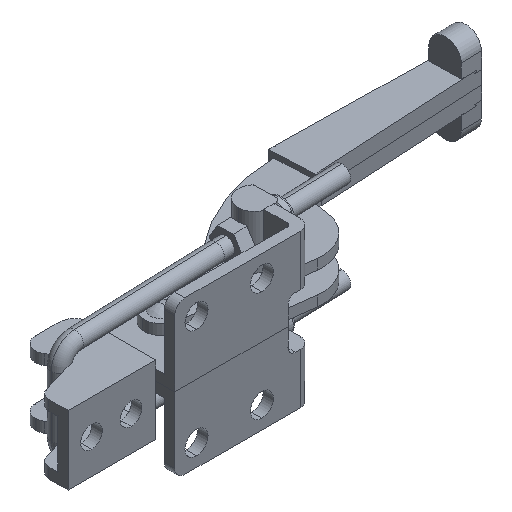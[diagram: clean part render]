
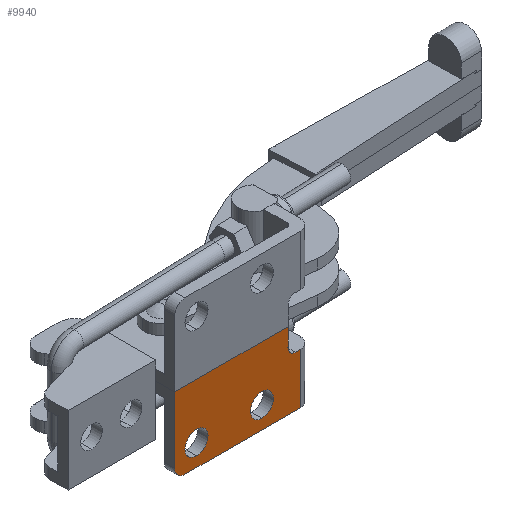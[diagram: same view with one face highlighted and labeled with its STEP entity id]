
A CAD part, isometric view. The second image highlights one B-rep face of the part: STEP entity #9940.
In plain terms, the highlighted planar face has unit normal (0, -1, 0).
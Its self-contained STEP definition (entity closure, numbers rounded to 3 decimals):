
#55 = CARTESIAN_POINT ( 'NONE',  ( 33., 0., -3. ) ) ;
#74 = ORIENTED_EDGE ( 'NONE', *, *, #1433, .F. ) ;
#220 = CARTESIAN_POINT ( 'NONE',  ( 6.35, 0., -19.25 ) ) ;
#235 = CARTESIAN_POINT ( 'NONE',  ( 33., 0., -5.5 ) ) ;
#343 = LINE ( 'NONE', #1156, #6241 ) ;
#530 = CIRCLE ( 'NONE', #1144, 3. ) ;
#608 = ORIENTED_EDGE ( 'NONE', *, *, #973, .T. ) ;
#738 = CARTESIAN_POINT ( 'NONE',  ( 25.35, 0., -19.25 ) ) ;
#845 = CARTESIAN_POINT ( 'NONE',  ( 35., 0., -7.5 ) ) ;
#903 = DIRECTION ( 'NONE',  ( 0., -1., 0. ) ) ;
#907 = EDGE_LOOP ( 'NONE', ( #608, #950, #6971, #4904, #8047, #3129, #1397, #9217 ) ) ;
#950 = ORIENTED_EDGE ( 'NONE', *, *, #2662, .T. ) ;
#973 = EDGE_CURVE ( 'NONE', #6435, #8926, #530, .T. ) ;
#985 = EDGE_CURVE ( 'NONE', #1794, #5091, #4638, .T. ) ;
#1066 = ORIENTED_EDGE ( 'NONE', *, *, #3939, .F. ) ;
#1144 = AXIS2_PLACEMENT_3D ( 'NONE', #5490, #903, #6287 ) ;
#1156 = CARTESIAN_POINT ( 'NONE',  ( 36.5, 0., -22.2 ) ) ;
#1165 = PLANE ( 'NONE',  #3556 ) ;
#1242 = VECTOR ( 'NONE', #3433, 1000. ) ;
#1310 = EDGE_CURVE ( 'NONE', #6435, #2758, #7126, .T. ) ;
#1315 = CARTESIAN_POINT ( 'NONE',  ( 0., 0., 0. ) ) ;
#1397 = ORIENTED_EDGE ( 'NONE', *, *, #3248, .F. ) ;
#1433 = EDGE_CURVE ( 'NONE', #7131, #7667, #8204, .T. ) ;
#1512 = CARTESIAN_POINT ( 'NONE',  ( 6.35, 0., -15.9 ) ) ;
#1794 = VERTEX_POINT ( 'NONE', #845 ) ;
#1916 = EDGE_LOOP ( 'NONE', ( #6131, #1066 ) ) ;
#1926 = CARTESIAN_POINT ( 'NONE',  ( 0., 0., -22.2 ) ) ;
#2107 = CARTESIAN_POINT ( 'NONE',  ( 0., 0., -7.5 ) ) ;
#2134 = CARTESIAN_POINT ( 'NONE',  ( 6.35, 0., -15.9 ) ) ;
#2179 = AXIS2_PLACEMENT_3D ( 'NONE', #7938, #4111, #3241 ) ;
#2294 = DIRECTION ( 'NONE',  ( 0., 0., -1. ) ) ;
#2462 = ORIENTED_EDGE ( 'NONE', *, *, #5324, .F. ) ;
#2504 = FACE_BOUND ( 'NONE', #9578, .T. ) ;
#2585 = CARTESIAN_POINT ( 'NONE',  ( 0., 0., -3. ) ) ;
#2629 = LINE ( 'NONE', #55, #4669 ) ;
#2662 = EDGE_CURVE ( 'NONE', #8926, #5964, #6522, .T. ) ;
#2698 = VECTOR ( 'NONE', #8820, 1000. ) ;
#2713 = DIRECTION ( 'NONE',  ( 0., 1., 0. ) ) ;
#2758 = VERTEX_POINT ( 'NONE', #1315 ) ;
#2797 = AXIS2_PLACEMENT_3D ( 'NONE', #3654, #9001, #4428 ) ;
#2922 = DIRECTION ( 'NONE',  ( 0., 0., -1. ) ) ;
#2931 = EDGE_CURVE ( 'NONE', #5620, #7152, #3165, .T. ) ;
#2966 = CARTESIAN_POINT ( 'NONE',  ( 0., 0., -19.2 ) ) ;
#3034 = AXIS2_PLACEMENT_3D ( 'NONE', #1512, #6868, #2294 ) ;
#3071 = VECTOR ( 'NONE', #4132, 1000. ) ;
#3129 = ORIENTED_EDGE ( 'NONE', *, *, #7195, .T. ) ;
#3165 = CIRCLE ( 'NONE', #3034, 3.35 ) ;
#3241 = DIRECTION ( 'NONE',  ( 0., 0., -1. ) ) ;
#3248 = EDGE_CURVE ( 'NONE', #2758, #3446, #4608, .T. ) ;
#3433 = DIRECTION ( 'NONE',  ( 1., 0., 0. ) ) ;
#3440 = EDGE_CURVE ( 'NONE', #8573, #1794, #7454, .T. ) ;
#3446 = VERTEX_POINT ( 'NONE', #9012 ) ;
#3556 = AXIS2_PLACEMENT_3D ( 'NONE', #9560, #2713, #8058 ) ;
#3654 = CARTESIAN_POINT ( 'NONE',  ( 25.35, 0., -15.9 ) ) ;
#3792 = CARTESIAN_POINT ( 'NONE',  ( 36.5, 0., -7.5 ) ) ;
#3856 = CARTESIAN_POINT ( 'NONE',  ( 6.35, 0., -12.55 ) ) ;
#3939 = EDGE_CURVE ( 'NONE', #7152, #5620, #6377, .T. ) ;
#4111 = DIRECTION ( 'NONE',  ( 0., 1., 0. ) ) ;
#4132 = DIRECTION ( 'NONE',  ( 0., 0., 1. ) ) ;
#4347 = EDGE_CURVE ( 'NONE', #5964, #8573, #343, .T. ) ;
#4428 = DIRECTION ( 'NONE',  ( 0., 0., -1. ) ) ;
#4608 = LINE ( 'NONE', #7992, #1242 ) ;
#4638 = CIRCLE ( 'NONE', #2179, 2. ) ;
#4669 = VECTOR ( 'NONE', #4685, 1000. ) ;
#4685 = DIRECTION ( 'NONE',  ( 0., 0., 1. ) ) ;
#4865 = AXIS2_PLACEMENT_3D ( 'NONE', #5737, #4978, #9558 ) ;
#4904 = ORIENTED_EDGE ( 'NONE', *, *, #3440, .T. ) ;
#4978 = DIRECTION ( 'NONE',  ( 0., -1., 0. ) ) ;
#4999 = DIRECTION ( 'NONE',  ( 0., 0., 1. ) ) ;
#5091 = VERTEX_POINT ( 'NONE', #235 ) ;
#5324 = EDGE_CURVE ( 'NONE', #7667, #7131, #9253, .T. ) ;
#5490 = CARTESIAN_POINT ( 'NONE',  ( 3., 0., -19.2 ) ) ;
#5620 = VERTEX_POINT ( 'NONE', #220 ) ;
#5737 = CARTESIAN_POINT ( 'NONE',  ( 25.35, 0., -15.9 ) ) ;
#5947 = DIRECTION ( 'NONE',  ( -1., 0., 0. ) ) ;
#5964 = VERTEX_POINT ( 'NONE', #9250 ) ;
#6131 = ORIENTED_EDGE ( 'NONE', *, *, #2931, .F. ) ;
#6241 = VECTOR ( 'NONE', #4999, 1000. ) ;
#6287 = DIRECTION ( 'NONE',  ( 0., 0., -1. ) ) ;
#6339 = FACE_OUTER_BOUND ( 'NONE', #907, .T. ) ;
#6377 = CIRCLE ( 'NONE', #7888, 3.35 ) ;
#6435 = VERTEX_POINT ( 'NONE', #2966 ) ;
#6522 = LINE ( 'NONE', #1926, #2698 ) ;
#6868 = DIRECTION ( 'NONE',  ( 0., -1., 0. ) ) ;
#6971 = ORIENTED_EDGE ( 'NONE', *, *, #4347, .T. ) ;
#7126 = LINE ( 'NONE', #2585, #3071 ) ;
#7131 = VERTEX_POINT ( 'NONE', #738 ) ;
#7152 = VERTEX_POINT ( 'NONE', #3856 ) ;
#7195 = EDGE_CURVE ( 'NONE', #5091, #3446, #2629, .T. ) ;
#7301 = CARTESIAN_POINT ( 'NONE',  ( 3., 0., -22.2 ) ) ;
#7454 = LINE ( 'NONE', #2107, #9027 ) ;
#7483 = DIRECTION ( 'NONE',  ( 0., -1., 0. ) ) ;
#7667 = VERTEX_POINT ( 'NONE', #8991 ) ;
#7888 = AXIS2_PLACEMENT_3D ( 'NONE', #2134, #7483, #2922 ) ;
#7938 = CARTESIAN_POINT ( 'NONE',  ( 35., 0., -5.5 ) ) ;
#7992 = CARTESIAN_POINT ( 'NONE',  ( 0., 0., 0. ) ) ;
#8047 = ORIENTED_EDGE ( 'NONE', *, *, #985, .T. ) ;
#8058 = DIRECTION ( 'NONE',  ( 0., 0., -1. ) ) ;
#8204 = CIRCLE ( 'NONE', #4865, 3.35 ) ;
#8352 = FACE_BOUND ( 'NONE', #1916, .T. ) ;
#8573 = VERTEX_POINT ( 'NONE', #3792 ) ;
#8820 = DIRECTION ( 'NONE',  ( 1., 0., 0. ) ) ;
#8926 = VERTEX_POINT ( 'NONE', #7301 ) ;
#8991 = CARTESIAN_POINT ( 'NONE',  ( 25.35, 0., -12.55 ) ) ;
#9001 = DIRECTION ( 'NONE',  ( 0., -1., 0. ) ) ;
#9012 = CARTESIAN_POINT ( 'NONE',  ( 33., 0., 0. ) ) ;
#9027 = VECTOR ( 'NONE', #5947, 1000. ) ;
#9217 = ORIENTED_EDGE ( 'NONE', *, *, #1310, .F. ) ;
#9250 = CARTESIAN_POINT ( 'NONE',  ( 36.5, 0., -22.2 ) ) ;
#9253 = CIRCLE ( 'NONE', #2797, 3.35 ) ;
#9558 = DIRECTION ( 'NONE',  ( 0., 0., -1. ) ) ;
#9560 = CARTESIAN_POINT ( 'NONE',  ( 0., 0., -3. ) ) ;
#9578 = EDGE_LOOP ( 'NONE', ( #74, #2462 ) ) ;
#9940 = ADVANCED_FACE ( 'NONE', ( #2504, #8352, #6339 ), #1165, .F. ) ;
